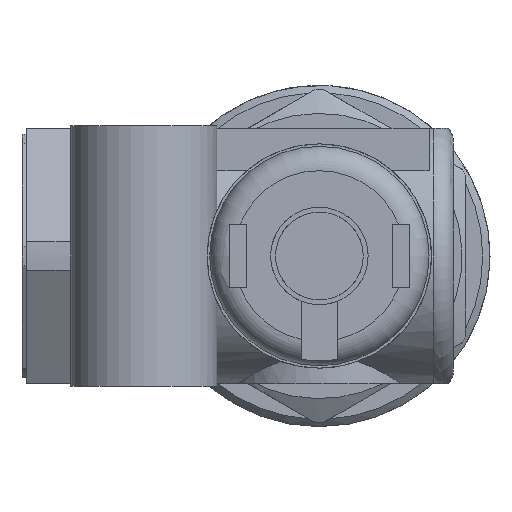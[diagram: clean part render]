
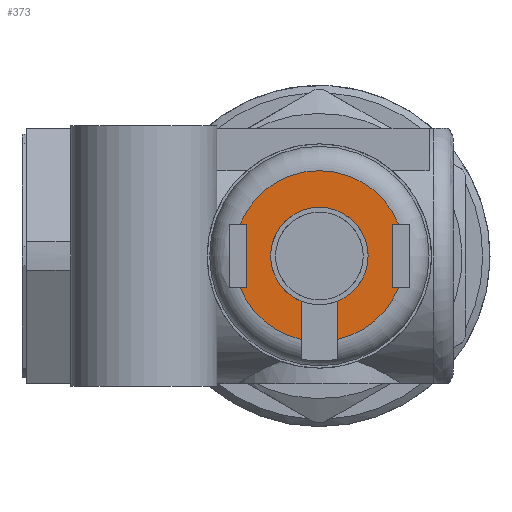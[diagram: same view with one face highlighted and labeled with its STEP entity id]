
A CAD part, left-side view. The second image highlights one B-rep face of the part: STEP entity #373.
In plain terms, the highlighted planar face has unit normal (-1, 0, 0).
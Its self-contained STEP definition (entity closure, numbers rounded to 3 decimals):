
#373 = ADVANCED_FACE( '', ( #818 ), #819, .F. );
#818 = FACE_OUTER_BOUND( '', #1385, .T. );
#819 = PLANE( '', #1386 );
#1385 = EDGE_LOOP( '', ( #2171, #2172, #2173, #2174, #2175, #2176, #2177, #2178, #2179, #2180, #2181, #2182 ) );
#1386 = AXIS2_PLACEMENT_3D( '', #2183, #2184, #2185 );
#2171 = ORIENTED_EDGE( '', *, *, #3262, .T. );
#2172 = ORIENTED_EDGE( '', *, *, #3266, .T. );
#2173 = ORIENTED_EDGE( '', *, *, #3267, .F. );
#2174 = ORIENTED_EDGE( '', *, *, #3268, .F. );
#2175 = ORIENTED_EDGE( '', *, *, #3211, .F. );
#2176 = ORIENTED_EDGE( '', *, *, #3269, .F. );
#2177 = ORIENTED_EDGE( '', *, *, #3270, .F. );
#2178 = ORIENTED_EDGE( '', *, *, #3159, .T. );
#2179 = ORIENTED_EDGE( '', *, *, #3271, .T. );
#2180 = ORIENTED_EDGE( '', *, *, #3272, .T. );
#2181 = ORIENTED_EDGE( '', *, *, #3273, .F. );
#2182 = ORIENTED_EDGE( '', *, *, #3202, .T. );
#2183 = CARTESIAN_POINT( '', ( 0., 0., 0. ) );
#2184 = DIRECTION( '', ( 1., 0., 0. ) );
#2185 = DIRECTION( '', ( 0., 0., -1. ) );
#3159 = EDGE_CURVE( '', #3734, #3735, #3736, .T. );
#3202 = EDGE_CURVE( '', #3804, #3805, #3806, .T. );
#3211 = EDGE_CURVE( '', #3819, #3817, #3821, .F. );
#3262 = EDGE_CURVE( '', #3805, #3901, #3902, .T. );
#3266 = EDGE_CURVE( '', #3901, #3907, #3908, .T. );
#3267 = EDGE_CURVE( '', #3909, #3907, #3910, .T. );
#3268 = EDGE_CURVE( '', #3817, #3909, #3911, .T. );
#3269 = EDGE_CURVE( '', #3912, #3819, #3913, .T. );
#3270 = EDGE_CURVE( '', #3734, #3912, #3914, .T. );
#3271 = EDGE_CURVE( '', #3735, #3915, #3916, .T. );
#3272 = EDGE_CURVE( '', #3915, #3917, #3918, .T. );
#3273 = EDGE_CURVE( '', #3804, #3917, #3919, .T. );
#3734 = VERTEX_POINT( '', #4614 );
#3735 = VERTEX_POINT( '', #4615 );
#3736 = LINE( '', #4616, #4617 );
#3804 = VERTEX_POINT( '', #4775 );
#3805 = VERTEX_POINT( '', #4776 );
#3806 = LINE( '', #4777, #4778 );
#3817 = VERTEX_POINT( '', #4797 );
#3819 = VERTEX_POINT( '', #4800 );
#3821 = CIRCLE( '', #4803, 2. );
#3901 = VERTEX_POINT( '', #4903 );
#3902 = LINE( '', #4904, #4905 );
#3907 = VERTEX_POINT( '', #4912 );
#3908 = LINE( '', #4913, #4914 );
#3909 = VERTEX_POINT( '', #4915 );
#3910 = CIRCLE( '', #4916, 3.5 );
#3911 = LINE( '', #4917, #4918 );
#3912 = VERTEX_POINT( '', #4919 );
#3913 = LINE( '', #4920, #4921 );
#3914 = CIRCLE( '', #4922, 3.5 );
#3915 = VERTEX_POINT( '', #4923 );
#3916 = LINE( '', #4924, #4925 );
#3917 = VERTEX_POINT( '', #4926 );
#3918 = LINE( '', #4927, #4928 );
#3919 = CIRCLE( '', #4929, 3.5 );
#4614 = CARTESIAN_POINT( '', ( 0., -3.25, -1.3 ) );
#4615 = CARTESIAN_POINT( '', ( 0., -3., -1.3 ) );
#4616 = CARTESIAN_POINT( '', ( 0., -3.7, -1.3 ) );
#4617 = VECTOR( '', #5849, 1000. );
#4775 = CARTESIAN_POINT( '', ( 0., 3.25, 1.3 ) );
#4776 = CARTESIAN_POINT( '', ( 0., 3., 1.3 ) );
#4777 = CARTESIAN_POINT( '', ( 0., 3.7, 1.3 ) );
#4778 = VECTOR( '', #5894, 1000. );
#4797 = CARTESIAN_POINT( '', ( 0., 0.75, -1.854 ) );
#4800 = CARTESIAN_POINT( '', ( 0., -0.75, -1.854 ) );
#4803 = AXIS2_PLACEMENT_3D( '', #5903, #5904, #5905 );
#4903 = CARTESIAN_POINT( '', ( 0., 3., -1.3 ) );
#4904 = CARTESIAN_POINT( '', ( 0., 3., 1.3 ) );
#4905 = VECTOR( '', #5971, 1000. );
#4912 = CARTESIAN_POINT( '', ( 0., 3.25, -1.3 ) );
#4913 = CARTESIAN_POINT( '', ( 0., 3., -1.3 ) );
#4914 = VECTOR( '', #5974, 1000. );
#4915 = CARTESIAN_POINT( '', ( 0., 0.75, -3.419 ) );
#4916 = AXIS2_PLACEMENT_3D( '', #5975, #5976, #5977 );
#4917 = CARTESIAN_POINT( '', ( 0., 0.75, 0. ) );
#4918 = VECTOR( '', #5978, 1000. );
#4919 = CARTESIAN_POINT( '', ( 0., -0.75, -3.419 ) );
#4920 = CARTESIAN_POINT( '', ( 0., -0.75, -4.69 ) );
#4921 = VECTOR( '', #5979, 1000. );
#4922 = AXIS2_PLACEMENT_3D( '', #5980, #5981, #5982 );
#4923 = CARTESIAN_POINT( '', ( 0., -3., 1.3 ) );
#4924 = CARTESIAN_POINT( '', ( 0., -3., -1.3 ) );
#4925 = VECTOR( '', #5983, 1000. );
#4926 = CARTESIAN_POINT( '', ( 0., -3.25, 1.3 ) );
#4927 = CARTESIAN_POINT( '', ( 0., -3., 1.3 ) );
#4928 = VECTOR( '', #5984, 1000. );
#4929 = AXIS2_PLACEMENT_3D( '', #5985, #5986, #5987 );
#5849 = DIRECTION( '', ( 0., 1., 0. ) );
#5894 = DIRECTION( '', ( 0., -1., 0. ) );
#5903 = CARTESIAN_POINT( '', ( 0., 0., 0. ) );
#5904 = DIRECTION( '', ( 1., 0., 0. ) );
#5905 = DIRECTION( '', ( 0., 0., -1. ) );
#5971 = DIRECTION( '', ( 0., 0., -1. ) );
#5974 = DIRECTION( '', ( 0., 1., 0. ) );
#5975 = CARTESIAN_POINT( '', ( 0., 0., 0. ) );
#5976 = DIRECTION( '', ( 1., 0., 0. ) );
#5977 = DIRECTION( '', ( 0., 0., -1. ) );
#5978 = DIRECTION( '', ( 0., 0., -1. ) );
#5979 = DIRECTION( '', ( 0., 0., 1. ) );
#5980 = CARTESIAN_POINT( '', ( 0., 0., 0. ) );
#5981 = DIRECTION( '', ( 1., 0., 0. ) );
#5982 = DIRECTION( '', ( 0., 0., -1. ) );
#5983 = DIRECTION( '', ( 0., 0., 1. ) );
#5984 = DIRECTION( '', ( 0., -1., 0. ) );
#5985 = CARTESIAN_POINT( '', ( 0., 0., 0. ) );
#5986 = DIRECTION( '', ( 1., 0., 0. ) );
#5987 = DIRECTION( '', ( 0., 0., -1. ) );
